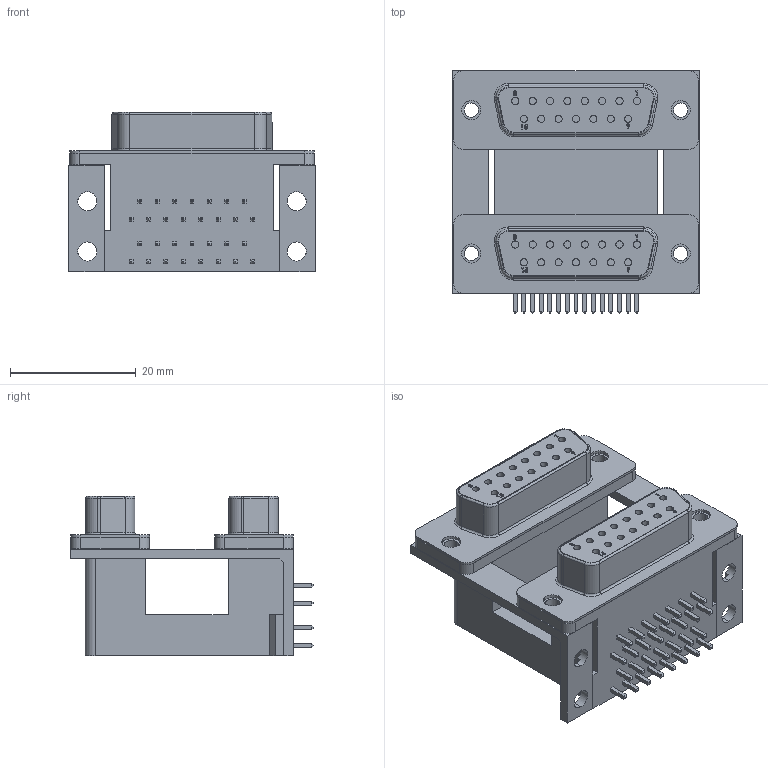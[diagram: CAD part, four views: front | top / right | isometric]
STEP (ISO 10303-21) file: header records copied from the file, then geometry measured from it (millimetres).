
FILE_DESCRIPTION (( 'STEP AP214' ), '1' );
FILE_NAME ('179-015-513.STEP', '2015-07-13T14:07:56', ( '' ), ( '' ), 'SwSTEP 2.0', 'SolidWorks 2014', '' );
FILE_SCHEMA (( 'AUTOMOTIVE_DESIGN' ));
Length unit declared in the file: inch
Products named in the file (1): 179-015-513
Bounding box: 39.32 x 38.68 x 25.43 mm (x, y, z)
Volume: 16232.6 mm3; surface area: 10864.1 mm2
Topology: 1 solids, 1 shells, 707 faces, 1714 edges, 1090 vertices
Faces by surface type: plane 467, cylinder 156, bspline 64, torus 20
Entity records: 24529 total; most frequent: CARTESIAN_POINT 7096, ORIENTED_EDGE 3428, DIRECTION 3236, EDGE_CURVE 1714, LINE 1224, VECTOR 1224, VERTEX_POINT 1090, AXIS2_PLACEMENT_3D 1006
